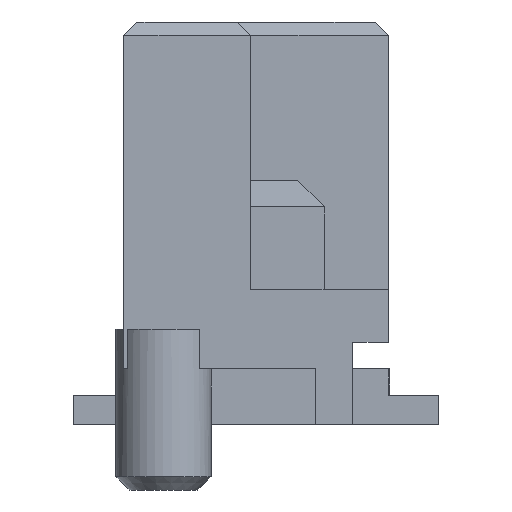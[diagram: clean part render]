
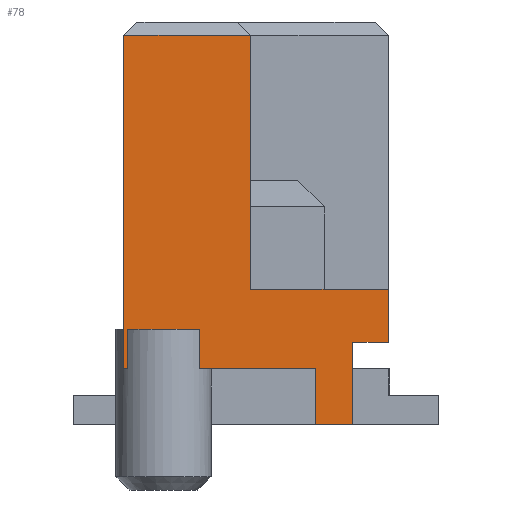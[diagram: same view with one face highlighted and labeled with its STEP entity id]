
A CAD part, front view. The second image highlights one B-rep face of the part: STEP entity #78.
In plain terms, the highlighted planar face has unit normal (0, -1, 0).
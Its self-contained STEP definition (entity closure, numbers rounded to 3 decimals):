
#12=DIRECTION('',(0.,0.,1.));
#21=VERTEX_POINT('',#22);
#22=CARTESIAN_POINT('',(-2.65,-18.4,7.366));
#30=EDGE_CURVE('',#21,#31,#33,.T.);
#31=VERTEX_POINT('',#32);
#32=CARTESIAN_POINT('',(-0.25,-18.4,7.366));
#33=LINE('',#34,#35);
#34=CARTESIAN_POINT('',(-2.4,-18.4,7.366));
#35=VECTOR('',#36,1.);
#36=DIRECTION('',(1.,0.,0.));
#78=ADVANCED_FACE('',(#79),#154,.T.);
#79=FACE_BOUND('',#80,.T.);
#80=EDGE_LOOP('',(#81,#91,#98,#103,#107,#108,#113,#118,#123,#131,#136,#140,#145,#150));
#81=ORIENTED_EDGE('',*,*,#82,.F.);
#82=EDGE_CURVE('',#83,#85,#87,.T.);
#83=VERTEX_POINT('',#84);
#84=CARTESIAN_POINT('',(2.35,-18.4,1.56));
#85=VERTEX_POINT('',#86);
#86=CARTESIAN_POINT('',(1.68,-18.4,1.56));
#87=LINE('',#88,#89);
#88=CARTESIAN_POINT('',(2.36,-18.4,1.56));
#89=VECTOR('',#90,1.);
#90=DIRECTION('',(-1.,0.,0.));
#91=ORIENTED_EDGE('',*,*,#92,.T.);
#92=EDGE_CURVE('',#83,#93,#95,.T.);
#93=VERTEX_POINT('',#94);
#94=CARTESIAN_POINT('',(2.35,-18.4,2.56));
#95=LINE('',#96,#97);
#96=CARTESIAN_POINT('',(2.35,-18.4,1.06));
#97=VECTOR('',#12,1.);
#98=ORIENTED_EDGE('',*,*,#99,.T.);
#99=EDGE_CURVE('',#93,#100,#102,.T.);
#100=VERTEX_POINT('',#101);
#101=CARTESIAN_POINT('',(-0.25,-18.4,2.56));
#102=LINE('',#94,#89);
#103=ORIENTED_EDGE('',*,*,#104,.T.);
#104=EDGE_CURVE('',#100,#31,#105,.T.);
#105=LINE('',#106,#97);
#106=CARTESIAN_POINT('',(-0.25,-18.4,1.566));
#107=ORIENTED_EDGE('',*,*,#30,.F.);
#108=ORIENTED_EDGE('',*,*,#109,.F.);
#109=EDGE_CURVE('',#110,#21,#112,.T.);
#110=VERTEX_POINT('',#111);
#111=CARTESIAN_POINT('',(-2.65,-18.4,1.06));
#112=LINE('',#111,#97);
#113=ORIENTED_EDGE('',*,*,#114,.F.);
#114=EDGE_CURVE('',#115,#110,#117,.T.);
#115=VERTEX_POINT('',#116);
#116=CARTESIAN_POINT('',(-2.575,-18.4,1.06));
#117=LINE('',#96,#89);
#118=ORIENTED_EDGE('',*,*,#119,.T.);
#119=EDGE_CURVE('',#115,#120,#122,.T.);
#120=VERTEX_POINT('',#121);
#121=CARTESIAN_POINT('',(-2.575,-18.4,1.81));
#122=LINE('',#121,#97);
#123=ORIENTED_EDGE('',*,*,#124,.F.);
#124=EDGE_CURVE('',#125,#120,#127,.T.);
#125=VERTEX_POINT('',#126);
#126=CARTESIAN_POINT('',(-1.225,-18.4,1.81));
#127=LINE('',#128,#129);
#128=CARTESIAN_POINT('',(-1.221,-18.4,1.81));
#129=VECTOR('',#130,1.);
#130=DIRECTION('',(-1.,0.,0.));
#131=ORIENTED_EDGE('',*,*,#132,.F.);
#132=EDGE_CURVE('',#133,#125,#135,.T.);
#133=VERTEX_POINT('',#134);
#134=CARTESIAN_POINT('',(-1.225,-18.4,1.06));
#135=LINE('',#126,#97);
#136=ORIENTED_EDGE('',*,*,#137,.F.);
#137=EDGE_CURVE('',#138,#133,#117,.T.);
#138=VERTEX_POINT('',#139);
#139=CARTESIAN_POINT('',(0.98,-18.4,1.06));
#140=ORIENTED_EDGE('',*,*,#141,.F.);
#141=EDGE_CURVE('',#142,#138,#144,.T.);
#142=VERTEX_POINT('',#143);
#143=CARTESIAN_POINT('',(0.98,-18.4,0.));
#144=LINE('',#143,#97);
#145=ORIENTED_EDGE('',*,*,#146,.T.);
#146=EDGE_CURVE('',#142,#147,#149,.T.);
#147=VERTEX_POINT('',#148);
#148=CARTESIAN_POINT('',(1.68,-18.4,0.));
#149=LINE('',#143,#35);
#150=ORIENTED_EDGE('',*,*,#151,.T.);
#151=EDGE_CURVE('',#147,#85,#152,.T.);
#152=LINE('',#153,#97);
#153=CARTESIAN_POINT('',(1.68,-18.4,1.06));
#154=PLANE('',#155);
#155=AXIS2_PLACEMENT_3D('',#156,#157,#130);
#156=CARTESIAN_POINT('',(-0.542,-18.4,3.376));
#157=DIRECTION('',(0.,-1.,0.));
